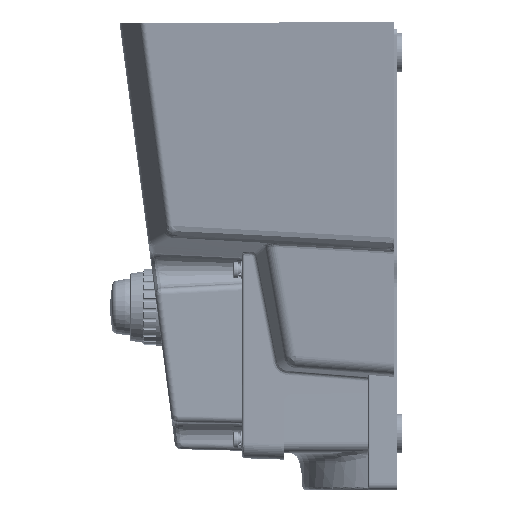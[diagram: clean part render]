
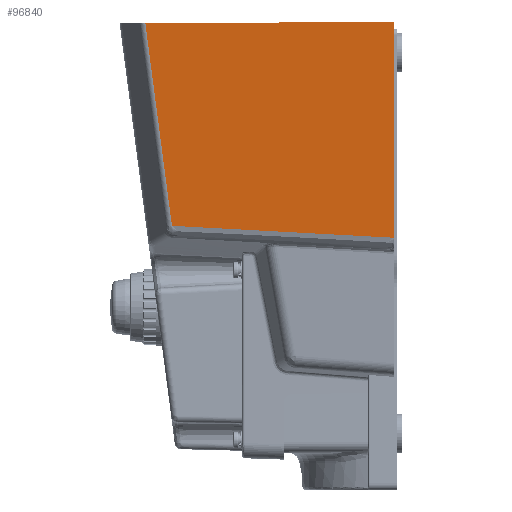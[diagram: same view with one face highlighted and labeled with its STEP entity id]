
A CAD part, left-side view. The second image highlights one B-rep face of the part: STEP entity #96840.
In plain terms, the highlighted face is planar.
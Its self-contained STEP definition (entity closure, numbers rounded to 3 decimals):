
#6706 = EDGE_CURVE ( 'NONE', #86602, #156429, #109656, .T. ) ;
#9683 = CARTESIAN_POINT ( 'NONE',  ( -69.807, 0.095, 0. ) ) ;
#11750 = B_SPLINE_CURVE_WITH_KNOTS ( 'NONE', 3,
 ( #59801, #25093, #76032, #177421 ),
 .UNSPECIFIED., .F., .F.,
 ( 4, 4 ),
 ( 0., 1. ),
 .UNSPECIFIED. ) ;
#13438 = PLANE ( 'NONE',  #189760 ) ;
#25093 = CARTESIAN_POINT ( 'NONE',  ( -71.538, -32.937, 0. ) ) ;
#30402 = DIRECTION ( 'NONE',  ( 0.052, 0., 0.999 ) ) ;
#33981 = EDGE_CURVE ( 'NONE', #124177, #156429, #49627, .T. ) ;
#49627 = LINE ( 'NONE', #55594, #178473 ) ;
#55594 = CARTESIAN_POINT ( 'NONE',  ( -75., -99., 0. ) ) ;
#59207 = CARTESIAN_POINT ( 'NONE',  ( -65.254, -4.896, 91.731 ) ) ;
#59801 = CARTESIAN_POINT ( 'NONE',  ( -69.807, 0.095, 0. ) ) ;
#59947 = CARTESIAN_POINT ( 'NONE',  ( -66.761, -3.399, 61.534 ) ) ;
#62740 = EDGE_CURVE ( 'NONE', #129494, #124177, #11750, .T. ) ;
#76032 = CARTESIAN_POINT ( 'NONE',  ( -73.269, -65.968, 0. ) ) ;
#76567 = DIRECTION ( 'NONE',  ( -0.045, -0.99, 0.13 ) ) ;
#76916 = CARTESIAN_POINT ( 'NONE',  ( -67.293, -2.838, 50.827 ) ) ;
#86602 = VERTEX_POINT ( 'NONE', #138814 ) ;
#92589 = B_SPLINE_CURVE_WITH_KNOTS ( 'NONE', 3,
 ( #143769, #59207, #160671, #59947, #177565, #76916, #194471, #93824, #211266, #110721, #9683 ),
 .UNSPECIFIED., .F., .F.,
 ( 4, 1, 1, 1, 2, 2, 4 ),
 ( 0., 0.25, 0.375, 0.437, 0.469, 0.5, 1. ),
 .UNSPECIFIED. ) ;
#93824 = CARTESIAN_POINT ( 'NONE',  ( -67.449, -2.671, 47.688 ) ) ;
#96840 = ADVANCED_FACE ( 'NONE', ( #126123 ), #13438, .T. ) ;
#100240 = ORIENTED_EDGE ( 'NONE', *, *, #6706, .F. ) ;
#109656 = LINE ( 'NONE', #177209, #193769 ) ;
#110613 = ORIENTED_EDGE ( 'NONE', *, *, #33981, .T. ) ;
#110721 = CARTESIAN_POINT ( 'NONE',  ( -69.089, -0.825, 14.602 ) ) ;
#114384 = CARTESIAN_POINT ( 'NONE',  ( -75., -99., 0. ) ) ;
#115974 = ORIENTED_EDGE ( 'NONE', *, *, #193246, .T. ) ;
#124177 = VERTEX_POINT ( 'NONE', #114384 ) ;
#126123 = FACE_OUTER_BOUND ( 'NONE', #214803, .T. ) ;
#129494 = VERTEX_POINT ( 'NONE', #194054 ) ;
#131289 = DIRECTION ( 'NONE',  ( -0.997, 0.052, 0.052 ) ) ;
#138814 = CARTESIAN_POINT ( 'NONE',  ( -64.747, -5.37, 101.866 ) ) ;
#143376 = CARTESIAN_POINT ( 'NONE',  ( -68.986, -98.502, 114.095 ) ) ;
#143769 = CARTESIAN_POINT ( 'NONE',  ( -64.747, -5.37, 101.866 ) ) ;
#147444 = CARTESIAN_POINT ( 'NONE',  ( -64.623, 99., 0. ) ) ;
#156429 = VERTEX_POINT ( 'NONE', #143376 ) ;
#160671 = CARTESIAN_POINT ( 'NONE',  ( -65.979, -4.196, 77.228 ) ) ;
#173185 = DIRECTION ( 'NONE',  ( 0.053, 0.004, 0.999 ) ) ;
#177209 = CARTESIAN_POINT ( 'NONE',  ( -59.489, 110.151, 86.696 ) ) ;
#177421 = CARTESIAN_POINT ( 'NONE',  ( -75., -99., 0. ) ) ;
#177565 = CARTESIAN_POINT ( 'NONE',  ( -67.136, -3.006, 53.993 ) ) ;
#178473 = VECTOR ( 'NONE', #173185, 1000. ) ;
#189760 = AXIS2_PLACEMENT_3D ( 'NONE', #147444, #131289, #30402 ) ;
#193246 = EDGE_CURVE ( 'NONE', #86602, #129494, #92589, .T. ) ;
#193769 = VECTOR ( 'NONE', #76567, 1000. ) ;
#194054 = CARTESIAN_POINT ( 'NONE',  ( -69.807, 0.095, 0. ) ) ;
#194471 = CARTESIAN_POINT ( 'NONE',  ( -67.397, -2.726, 48.731 ) ) ;
#198622 = ORIENTED_EDGE ( 'NONE', *, *, #62740, .T. ) ;
#211266 = CARTESIAN_POINT ( 'NONE',  ( -68.32, -1.729, 30.155 ) ) ;
#214803 = EDGE_LOOP ( 'NONE', ( #198622, #110613, #100240, #115974 ) ) ;
